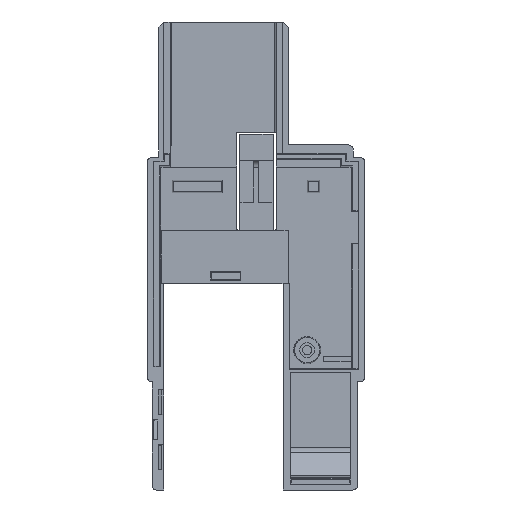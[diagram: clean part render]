
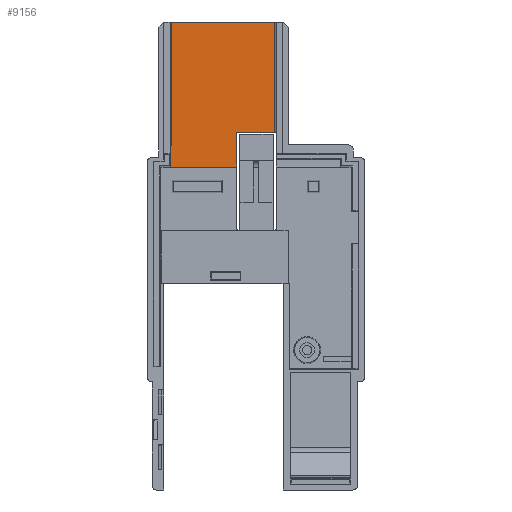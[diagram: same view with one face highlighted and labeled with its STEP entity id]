
A CAD part, top view. The second image highlights one B-rep face of the part: STEP entity #9156.
In plain terms, the highlighted planar face has unit normal (0, 0, 1).
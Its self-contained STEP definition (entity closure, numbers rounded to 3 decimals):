
#256=DIRECTION('',(-1.,0.,0.));
#257=VECTOR('',#256,20.6);
#258=CARTESIAN_POINT('',(25.45,71.7,-5.));
#259=LINE('',#258,#257);
#407=DIRECTION('',(0.,-1.,0.));
#408=VECTOR('',#407,24.675);
#409=CARTESIAN_POINT('',(4.85,71.7,-5.));
#410=LINE('',#409,#408);
#432=DIRECTION('',(1.,0.,0.));
#433=VECTOR('',#432,13.213);
#434=CARTESIAN_POINT('',(4.687,42.813,-5.));
#435=LINE('',#434,#433);
#2853=DIRECTION('',(-1.,0.,0.));
#2854=VECTOR('',#2853,7.55);
#2855=CARTESIAN_POINT('',(25.45,49.75,-5.));
#2856=LINE('',#2855,#2854);
#2857=DIRECTION('',(0.,1.,0.));
#2858=VECTOR('',#2857,6.937);
#2859=CARTESIAN_POINT('',(17.9,42.813,-5.));
#2860=LINE('',#2859,#2858);
#2861=DIRECTION('',(1.,0.,0.));
#2862=VECTOR('',#2861,0.163);
#2863=CARTESIAN_POINT('',(4.687,47.025,-5.));
#2864=LINE('',#2863,#2862);
#2865=DIRECTION('',(0.,-1.,0.));
#2866=VECTOR('',#2865,21.95);
#2867=CARTESIAN_POINT('',(25.45,71.7,-5.));
#2868=LINE('',#2867,#2866);
#2873=DIRECTION('',(0.,-1.,0.));
#2874=VECTOR('',#2873,4.213);
#2875=CARTESIAN_POINT('',(4.687,47.025,-5.));
#2876=LINE('',#2875,#2874);
#2881=CARTESIAN_POINT('',(4.85,47.025,-5.));
#4265=CARTESIAN_POINT('',(4.687,47.025,-5.));
#4266=CARTESIAN_POINT('',(4.687,42.813,-5.));
#4267=VERTEX_POINT('',#4265);
#4268=VERTEX_POINT('',#4266);
#4283=CARTESIAN_POINT('',(25.45,71.7,-5.));
#4285=VERTEX_POINT('',#4283);
#4287=CARTESIAN_POINT('',(4.85,71.7,-5.));
#4288=VERTEX_POINT('',#4287);
#4295=VERTEX_POINT('',#2881);
#4330=CARTESIAN_POINT('',(17.9,42.813,-5.));
#4332=VERTEX_POINT('',#4330);
#4335=CARTESIAN_POINT('',(25.45,49.75,-5.));
#4336=CARTESIAN_POINT('',(17.9,49.75,-5.));
#4337=VERTEX_POINT('',#4335);
#4338=VERTEX_POINT('',#4336);
#9138=CARTESIAN_POINT('',(21.705,23.6,-5.));
#9139=DIRECTION('',(0.,0.,1.));
#9140=DIRECTION('',(1.,0.,0.));
#9141=AXIS2_PLACEMENT_3D('',#9138,#9139,#9140);
#9142=PLANE('',#9141);
#9143=ORIENTED_EDGE('',*,*,#9131,.T.);
#9144=ORIENTED_EDGE('',*,*,#5759,.F.);
#9145=ORIENTED_EDGE('',*,*,#5744,.F.);
#9147=ORIENTED_EDGE('',*,*,#9146,.F.);
#9149=ORIENTED_EDGE('',*,*,#9148,.T.);
#9150=ORIENTED_EDGE('',*,*,#5718,.F.);
#9151=ORIENTED_EDGE('',*,*,#5502,.F.);
#9153=ORIENTED_EDGE('',*,*,#9152,.T.);
#9154=EDGE_LOOP('',(#9143,#9144,#9145,#9147,#9149,#9150,#9151,#9153));
#9155=FACE_OUTER_BOUND('',#9154,.F.);
#9156=ADVANCED_FACE('',(#9155),#9142,.T.);
#5502=EDGE_CURVE('',#4285,#4288,#259,.T.);
#5718=EDGE_CURVE('',#4288,#4295,#410,.T.);
#5744=EDGE_CURVE('',#4268,#4332,#435,.T.);
#5759=EDGE_CURVE('',#4332,#4338,#2860,.T.);
#9131=EDGE_CURVE('',#4337,#4338,#2856,.T.);
#9146=EDGE_CURVE('',#4267,#4268,#2876,.T.);
#9148=EDGE_CURVE('',#4267,#4295,#2864,.T.);
#9152=EDGE_CURVE('',#4285,#4337,#2868,.T.);
